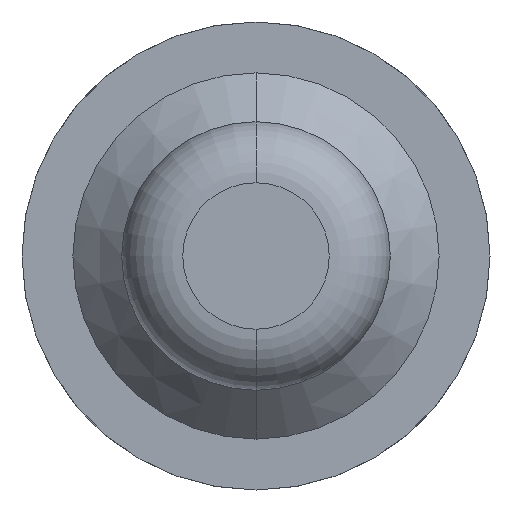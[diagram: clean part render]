
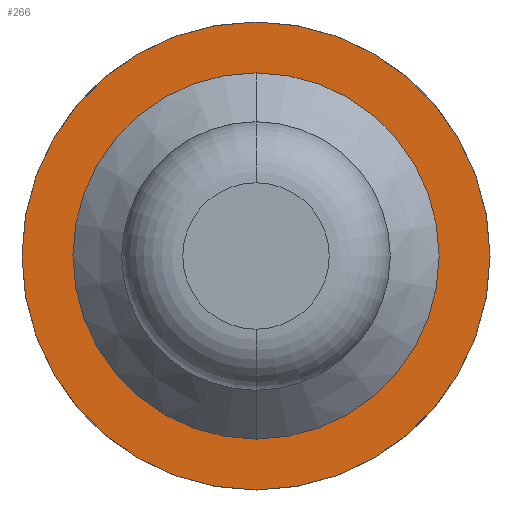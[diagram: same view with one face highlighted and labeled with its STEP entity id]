
A CAD part, front view. The second image highlights one B-rep face of the part: STEP entity #266.
In plain terms, the highlighted planar face has unit normal (0, -1, 0).
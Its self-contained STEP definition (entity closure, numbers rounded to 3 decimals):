
#136 = CARTESIAN_POINT ( 'NONE',  ( 0., -1.7, 0. ) ) ;
#143 = CIRCLE ( 'NONE', #2333, 0.575 ) ;
#203 = EDGE_CURVE ( 'Defeature ausgef�hrt3_11+Defeature ausgef�hrt3_12+Defeature ausgef�hrt3_12+Defeature ausgef�hrt3_12', #3492, #1988, #143, .T. ) ;
#266 = ADVANCED_FACE ( 'Defeature ausgef�hrt3_11', ( #2275, #1448 ), #853, .T. ) ;
#379 = CIRCLE ( 'NONE', #1521, 0.35 ) ;
#443 = CIRCLE ( 'NONE', #3784, 0.35 ) ;
#487 = VERTEX_POINT ( 'NONE', #532 ) ;
#496 = CARTESIAN_POINT ( 'NONE',  ( 0., -1.7, 0. ) ) ;
#532 = CARTESIAN_POINT ( 'NONE',  ( 0., -1.7, -0.35 ) ) ;
#772 = VERTEX_POINT ( 'NONE', #1959 ) ;
#853 = PLANE ( 'NONE',  #3374 ) ;
#1054 = DIRECTION ( 'NONE',  ( 0., -1., 0. ) ) ;
#1439 = EDGE_CURVE ( 'Defeature ausgef�hrt3_11+Defeature ausgef�hrt3_12+Defeature ausgef�hrt3_12+Defeature ausgef�hrt3_12', #1988, #3492, #3153, .T. ) ;
#1448 = FACE_BOUND ( 'NONE', #2325, .T. ) ;
#1450 = DIRECTION ( 'NONE',  ( 0., -1., 0. ) ) ;
#1479 = DIRECTION ( 'NONE',  ( 0., 0., -1. ) ) ;
#1516 = DIRECTION ( 'NONE',  ( 0., 0., -1. ) ) ;
#1521 = AXIS2_PLACEMENT_3D ( 'NONE', #2367, #2686, #1516 ) ;
#1525 = CARTESIAN_POINT ( 'NONE',  ( 0., -1.7, 0. ) ) ;
#1656 = CARTESIAN_POINT ( 'NONE',  ( 0., -1.7, 0.575 ) ) ;
#1724 = EDGE_CURVE ( 'Defeature ausgef�hrt3_10+Defeature ausgef�hrt3_11+Defeature ausgef�hrt3_11+Defeature ausgef�hrt3_11', #487, #772, #379, .T. ) ;
#1759 = DIRECTION ( 'NONE',  ( 0., -1., 0. ) ) ;
#1767 = ORIENTED_EDGE ( 'NONE', *, *, #3644, .F. ) ;
#1861 = ORIENTED_EDGE ( 'NONE', *, *, #1724, .F. ) ;
#1887 = AXIS2_PLACEMENT_3D ( 'NONE', #1525, #1450, #3631 ) ;
#1918 = ORIENTED_EDGE ( 'NONE', *, *, #1439, .T. ) ;
#1959 = CARTESIAN_POINT ( 'NONE',  ( 0., -1.7, 0.35 ) ) ;
#1988 = VERTEX_POINT ( 'NONE', #1656 ) ;
#2064 = CARTESIAN_POINT ( 'NONE',  ( 0.35, -1.7, 0. ) ) ;
#2275 = FACE_OUTER_BOUND ( 'NONE', #2794, .T. ) ;
#2325 = EDGE_LOOP ( 'NONE', ( #1861, #1767 ) ) ;
#2333 = AXIS2_PLACEMENT_3D ( 'NONE', #136, #1054, #2983 ) ;
#2367 = CARTESIAN_POINT ( 'NONE',  ( 0., -1.7, 0. ) ) ;
#2482 = ORIENTED_EDGE ( 'NONE', *, *, #203, .T. ) ;
#2686 = DIRECTION ( 'NONE',  ( 0., -1., 0. ) ) ;
#2794 = EDGE_LOOP ( 'NONE', ( #2482, #1918 ) ) ;
#2983 = DIRECTION ( 'NONE',  ( 0., 0., -1. ) ) ;
#3027 = DIRECTION ( 'NONE',  ( 0., -1., 0. ) ) ;
#3153 = CIRCLE ( 'NONE', #1887, 0.575 ) ;
#3317 = DIRECTION ( 'NONE',  ( 0., 0., -1. ) ) ;
#3374 = AXIS2_PLACEMENT_3D ( 'NONE', #2064, #3027, #1479 ) ;
#3492 = VERTEX_POINT ( 'NONE', #3863 ) ;
#3631 = DIRECTION ( 'NONE',  ( 0., 0., -1. ) ) ;
#3644 = EDGE_CURVE ( 'Defeature ausgef�hrt3_10+Defeature ausgef�hrt3_11+Defeature ausgef�hrt3_11+Defeature ausgef�hrt3_11', #772, #487, #443, .T. ) ;
#3784 = AXIS2_PLACEMENT_3D ( 'NONE', #496, #1759, #3317 ) ;
#3863 = CARTESIAN_POINT ( 'NONE',  ( 0., -1.7, -0.575 ) ) ;
